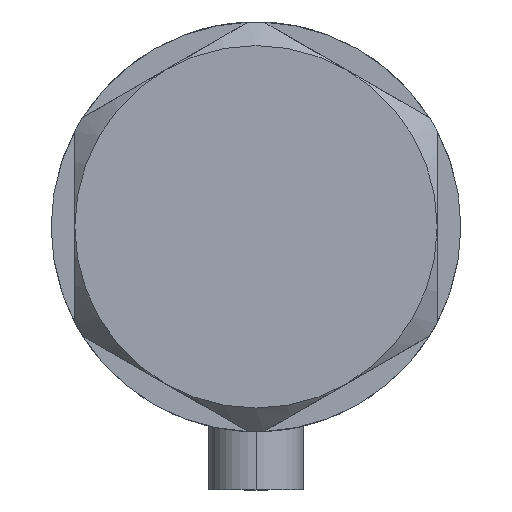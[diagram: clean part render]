
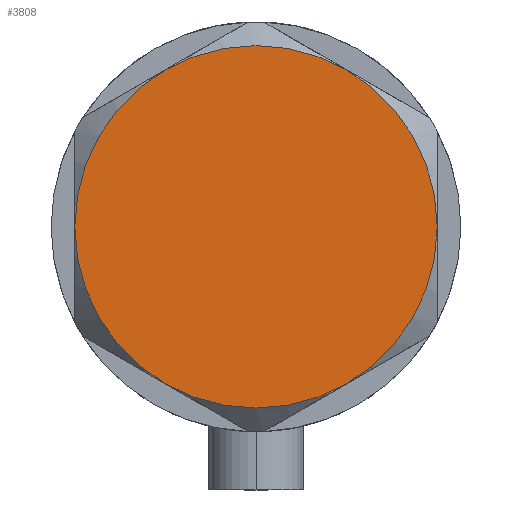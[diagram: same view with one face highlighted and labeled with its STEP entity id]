
A CAD part, left-side view. The second image highlights one B-rep face of the part: STEP entity #3808.
In plain terms, the highlighted face is planar.
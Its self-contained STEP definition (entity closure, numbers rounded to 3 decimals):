
#11 = AXIS2_PLACEMENT_3D ( 'NONE', #2458, #3298, #1333 ) ;
#175 = ORIENTED_EDGE ( 'NONE', *, *, #1882, .T. ) ;
#269 = DIRECTION ( 'NONE',  ( 1., 0., 0. ) ) ;
#271 = DIRECTION ( 'NONE',  ( 0., 0., 1. ) ) ;
#497 = VERTEX_POINT ( 'NONE', #1448 ) ;
#696 = FACE_OUTER_BOUND ( 'NONE', #2213, .T. ) ;
#722 = DIRECTION ( 'NONE',  ( 1., 0., 0. ) ) ;
#730 = DIRECTION ( 'NONE',  ( 0., 0., 1. ) ) ;
#960 = DIRECTION ( 'NONE',  ( 1., 0., 0. ) ) ;
#1024 = CARTESIAN_POINT ( 'NONE',  ( 11.5, 19.919, 9. ) ) ;
#1178 = CIRCLE ( 'NONE', #1931, 23. ) ;
#1333 = DIRECTION ( 'NONE',  ( 1., 0., 0. ) ) ;
#1372 = ORIENTED_EDGE ( 'NONE', *, *, #4610, .T. ) ;
#1400 = ORIENTED_EDGE ( 'NONE', *, *, #2037, .T. ) ;
#1448 = CARTESIAN_POINT ( 'NONE',  ( 11.5, -19.919, 9. ) ) ;
#1461 = DIRECTION ( 'NONE',  ( 0., 0., 1. ) ) ;
#1467 = EDGE_CURVE ( 'NONE', #3393, #1792, #5131, .T. ) ;
#1577 = ORIENTED_EDGE ( 'NONE', *, *, #3288, .T. ) ;
#1629 = VERTEX_POINT ( 'NONE', #4857 ) ;
#1792 = VERTEX_POINT ( 'NONE', #2464 ) ;
#1796 = VERTEX_POINT ( 'NONE', #2918 ) ;
#1800 = CIRCLE ( 'NONE', #5006, 23. ) ;
#1804 = DIRECTION ( 'NONE',  ( 1., 0., 0. ) ) ;
#1882 = EDGE_CURVE ( 'NONE', #1792, #497, #4790, .T. ) ;
#1931 = AXIS2_PLACEMENT_3D ( 'NONE', #4218, #271, #1804 ) ;
#2037 = EDGE_CURVE ( 'NONE', #4987, #1796, #1178, .T. ) ;
#2071 = EDGE_CURVE ( 'NONE', #1629, #4987, #4368, .T. ) ;
#2145 = DIRECTION ( 'NONE',  ( 0., 0., 1. ) ) ;
#2213 = EDGE_LOOP ( 'NONE', ( #1372, #4202, #1400, #1577, #2414, #175 ) ) ;
#2353 = AXIS2_PLACEMENT_3D ( 'NONE', #2642, #730, #269 ) ;
#2414 = ORIENTED_EDGE ( 'NONE', *, *, #1467, .T. ) ;
#2458 = CARTESIAN_POINT ( 'NONE',  ( 0., 0., 9. ) ) ;
#2464 = CARTESIAN_POINT ( 'NONE',  ( -11.5, -19.919, 9. ) ) ;
#2539 = CARTESIAN_POINT ( 'NONE',  ( 0., 0., 9. ) ) ;
#2642 = CARTESIAN_POINT ( 'NONE',  ( 0., 0., 9. ) ) ;
#2716 = CARTESIAN_POINT ( 'NONE',  ( 0., 0., 9. ) ) ;
#2918 = CARTESIAN_POINT ( 'NONE',  ( -11.5, 19.919, 9. ) ) ;
#2959 = CARTESIAN_POINT ( 'NONE',  ( 0., 0., 9. ) ) ;
#3092 = CARTESIAN_POINT ( 'NONE',  ( 0., 0., 9. ) ) ;
#3141 = DIRECTION ( 'NONE',  ( 1., 0., 0. ) ) ;
#3261 = AXIS2_PLACEMENT_3D ( 'NONE', #2539, #2145, #3774 ) ;
#3288 = EDGE_CURVE ( 'NONE', #1796, #3393, #4451, .T. ) ;
#3298 = DIRECTION ( 'NONE',  ( 0., 0., 1. ) ) ;
#3393 = VERTEX_POINT ( 'NONE', #3456 ) ;
#3456 = CARTESIAN_POINT ( 'NONE',  ( -23., 0., 9. ) ) ;
#3503 = PLANE ( 'NONE',  #5019 ) ;
#3774 = DIRECTION ( 'NONE',  ( 1., 0., 0. ) ) ;
#3808 = ADVANCED_FACE ( 'NONE', ( #696 ), #3503, .T. ) ;
#3946 = AXIS2_PLACEMENT_3D ( 'NONE', #2959, #4169, #960 ) ;
#4169 = DIRECTION ( 'NONE',  ( 0., 0., 1. ) ) ;
#4202 = ORIENTED_EDGE ( 'NONE', *, *, #2071, .T. ) ;
#4218 = CARTESIAN_POINT ( 'NONE',  ( 0., 0., 9. ) ) ;
#4322 = DIRECTION ( 'NONE',  ( 0., 0., 1. ) ) ;
#4368 = CIRCLE ( 'NONE', #3946, 23. ) ;
#4451 = CIRCLE ( 'NONE', #2353, 23. ) ;
#4610 = EDGE_CURVE ( 'NONE', #497, #1629, #1800, .T. ) ;
#4790 = CIRCLE ( 'NONE', #11, 23. ) ;
#4857 = CARTESIAN_POINT ( 'NONE',  ( 23., 0., 9. ) ) ;
#4987 = VERTEX_POINT ( 'NONE', #1024 ) ;
#5006 = AXIS2_PLACEMENT_3D ( 'NONE', #3092, #1461, #3141 ) ;
#5019 = AXIS2_PLACEMENT_3D ( 'NONE', #2716, #4322, #722 ) ;
#5131 = CIRCLE ( 'NONE', #3261, 23. ) ;
